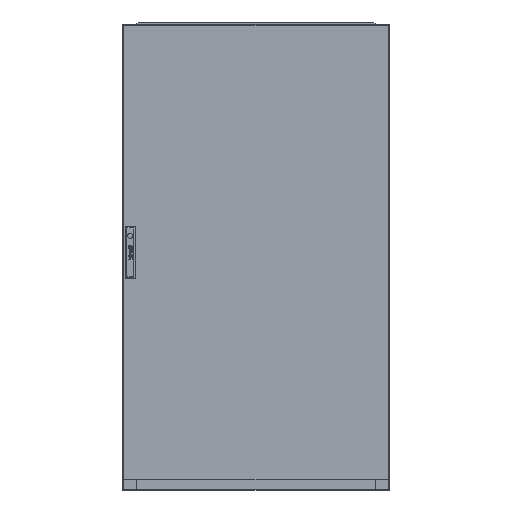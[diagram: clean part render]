
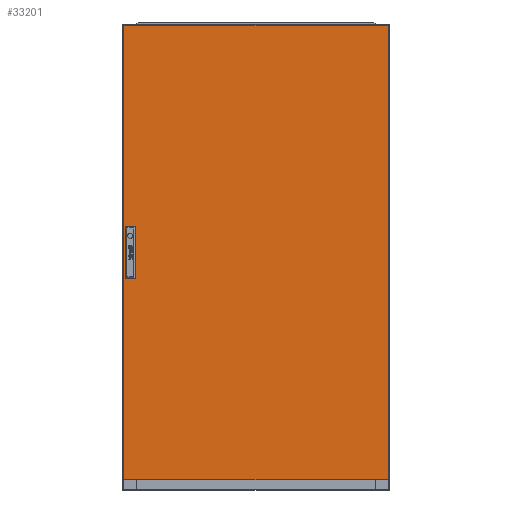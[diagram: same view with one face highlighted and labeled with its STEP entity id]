
A CAD part, top view. The second image highlights one B-rep face of the part: STEP entity #33201.
In plain terms, the highlighted planar face has unit normal (0, 0, 1).
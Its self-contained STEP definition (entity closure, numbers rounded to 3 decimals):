
#529 = DIRECTION ( 'NONE',  ( 0., 1., 0. ) ) ;
#4861 = DIRECTION ( 'NONE',  ( 1., 0., 0. ) ) ;
#5916 = LINE ( 'NONE', #17041, #89572 ) ;
#5970 = LINE ( 'NONE', #16924, #49157 ) ;
#7319 = AXIS2_PLACEMENT_3D ( 'NONE', #21347, #37742, #94326 ) ;
#7469 = FACE_OUTER_BOUND ( 'NONE', #50927, .T. ) ;
#8890 = ORIENTED_EDGE ( 'NONE', *, *, #14322, .T. ) ;
#10026 = CARTESIAN_POINT ( 'NONE',  ( 397., 683.5, 0. ) ) ;
#11251 = VERTEX_POINT ( 'NONE', #11550 ) ;
#11550 = CARTESIAN_POINT ( 'NONE',  ( -397., 683.5, 0. ) ) ;
#11867 = VERTEX_POINT ( 'NONE', #77977 ) ;
#11973 = VERTEX_POINT ( 'NONE', #55055 ) ;
#12454 = ORIENTED_EDGE ( 'NONE', *, *, #19994, .F. ) ;
#14308 = DIRECTION ( 'NONE',  ( 1., 0., 0. ) ) ;
#14322 = EDGE_CURVE ( 'NONE', #78702, #11973, #66053, .T. ) ;
#15006 = EDGE_LOOP ( 'NONE', ( #87536, #33321, #82703, #12454 ) ) ;
#16924 = CARTESIAN_POINT ( 'NONE',  ( 397., 683.5, 0. ) ) ;
#17041 = CARTESIAN_POINT ( 'NONE',  ( -393.4, 0., 0. ) ) ;
#18343 = LINE ( 'NONE', #46596, #101971 ) ;
#19972 = DIRECTION ( 'NONE',  ( 0., -1., 0. ) ) ;
#19994 = EDGE_CURVE ( 'NONE', #92936, #55783, #5916, .T. ) ;
#21347 = CARTESIAN_POINT ( 'NONE',  ( 0., 0., 0. ) ) ;
#22626 = VERTEX_POINT ( 'NONE', #77355 ) ;
#24189 = EDGE_CURVE ( 'NONE', #56756, #11251, #38877, .T. ) ;
#26410 = CARTESIAN_POINT ( 'NONE',  ( -393.4, -78.5, 0. ) ) ;
#28326 = DIRECTION ( 'NONE',  ( 1., 0., 0. ) ) ;
#30031 = CARTESIAN_POINT ( 'NONE',  ( -397., 683.5, 0. ) ) ;
#30921 = VECTOR ( 'NONE', #19972, 1000. ) ;
#31912 = EDGE_CURVE ( 'NONE', #11251, #78702, #95538, .T. ) ;
#33201 = ADVANCED_FACE ( 'NONE', ( #48099, #7469 ), #61765, .T. ) ;
#33321 = ORIENTED_EDGE ( 'NONE', *, *, #79875, .T. ) ;
#37592 = CARTESIAN_POINT ( 'NONE',  ( -393.4, -78.5, 0. ) ) ;
#37742 = DIRECTION ( 'NONE',  ( 0., 0., 1. ) ) ;
#37988 = EDGE_CURVE ( 'NONE', #11973, #56756, #5970, .T. ) ;
#38877 = LINE ( 'NONE', #30031, #57825 ) ;
#46596 = CARTESIAN_POINT ( 'NONE',  ( -393.4, 78.5, 0. ) ) ;
#46811 = CARTESIAN_POINT ( 'NONE',  ( -397., -683.5, 0. ) ) ;
#47634 = DIRECTION ( 'NONE',  ( 0., -1., 0. ) ) ;
#48099 = FACE_BOUND ( 'NONE', #15006, .T. ) ;
#49157 = VECTOR ( 'NONE', #529, 1000. ) ;
#49478 = VECTOR ( 'NONE', #47634, 1000. ) ;
#50927 = EDGE_LOOP ( 'NONE', ( #85082, #96727, #60540, #8890 ) ) ;
#55055 = CARTESIAN_POINT ( 'NONE',  ( 397., -683.5, 0. ) ) ;
#55783 = VERTEX_POINT ( 'NONE', #26410 ) ;
#56756 = VERTEX_POINT ( 'NONE', #10026 ) ;
#57825 = VECTOR ( 'NONE', #70376, 1000. ) ;
#59974 = EDGE_CURVE ( 'NONE', #92936, #22626, #18343, .T. ) ;
#60540 = ORIENTED_EDGE ( 'NONE', *, *, #31912, .T. ) ;
#61765 = PLANE ( 'NONE',  #7319 ) ;
#66053 = LINE ( 'NONE', #76811, #101518 ) ;
#70376 = DIRECTION ( 'NONE',  ( -1., 0., 0. ) ) ;
#71973 = VECTOR ( 'NONE', #4861, 1000. ) ;
#76612 = CARTESIAN_POINT ( 'NONE',  ( -397., 683.5, 0. ) ) ;
#76811 = CARTESIAN_POINT ( 'NONE',  ( -397., -683.5, 0. ) ) ;
#77355 = CARTESIAN_POINT ( 'NONE',  ( -363., 78.5, 0. ) ) ;
#77977 = CARTESIAN_POINT ( 'NONE',  ( -363., -78.5, 0. ) ) ;
#78702 = VERTEX_POINT ( 'NONE', #46811 ) ;
#79875 = EDGE_CURVE ( 'NONE', #22626, #11867, #92506, .T. ) ;
#82703 = ORIENTED_EDGE ( 'NONE', *, *, #92880, .F. ) ;
#85082 = ORIENTED_EDGE ( 'NONE', *, *, #37988, .T. ) ;
#87536 = ORIENTED_EDGE ( 'NONE', *, *, #59974, .T. ) ;
#89572 = VECTOR ( 'NONE', #98146, 1000. ) ;
#90968 = LINE ( 'NONE', #37592, #71973 ) ;
#92506 = LINE ( 'NONE', #96171, #49478 ) ;
#92880 = EDGE_CURVE ( 'NONE', #55783, #11867, #90968, .T. ) ;
#92936 = VERTEX_POINT ( 'NONE', #102652 ) ;
#94326 = DIRECTION ( 'NONE',  ( 1., 0., 0. ) ) ;
#95538 = LINE ( 'NONE', #76612, #30921 ) ;
#96171 = CARTESIAN_POINT ( 'NONE',  ( -363., 0., 0. ) ) ;
#96727 = ORIENTED_EDGE ( 'NONE', *, *, #24189, .T. ) ;
#98146 = DIRECTION ( 'NONE',  ( 0., -1., 0. ) ) ;
#101518 = VECTOR ( 'NONE', #28326, 1000. ) ;
#101971 = VECTOR ( 'NONE', #14308, 1000. ) ;
#102652 = CARTESIAN_POINT ( 'NONE',  ( -393.4, 78.5, 0. ) ) ;
